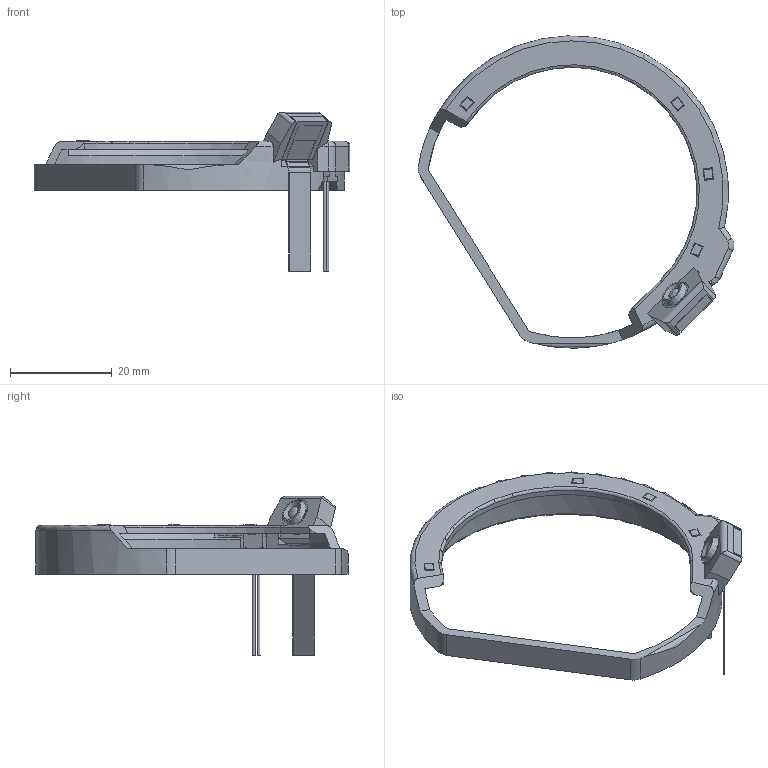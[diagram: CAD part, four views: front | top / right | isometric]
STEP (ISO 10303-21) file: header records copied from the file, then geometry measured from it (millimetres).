
FILE_DESCRIPTION(/* description */ (''),/* implementation_level */ '2;1');
FILE_NAME(/* name */ 'FlowEye_Rev1.1.step',/* time_stamp */ '2024-04-26T23:14:01+09:00',/* author */ (''),/* organization */ (''),/* preprocessor_version */ 'ST-DEVELOPER v20',/* originating_system */ 'Autodesk Translation Framework v12.20.1.177',/* authorisation */ '');
FILE_SCHEMA (('AUTOMOTIVE_DESIGN { 1 0 10303 214 3 1 1 }'));
Length unit declared in the file: millimetre
Products named in the file (20): FlowEye_Rev1.1; OV2640_130; SHR-02V-S-B; FlowEye_Rev1.1_1; Board_Geoms_4213; Pcb_4213; topPads_4213; topTracks_4213; topZones_4213; botPads_4213; botTracks_4213; botZones_4213; botSilks_1697; topSilks_1b43; Step_Models_4213; Top_4213; D2_LED_1206_3216Metric_46bda04861c9; Bot_4213; R1_R_0603_1608Metric_dd5ba7a799db; J1_BM02B-SRSS_8741ff7fa410[2]
Assembly tree (23 placements, depth 5):
  FlowEye_Rev1.1
    OV2640_130
    SHR-02V-S-B
    FlowEye_Rev1.1_1
      Board_Geoms_4213
        Pcb_4213
        topPads_4213
        topTracks_4213
        topZones_4213
        botPads_4213
        botTracks_4213
        botZones_4213
        botSilks_1697
        topSilks_1b43
      Step_Models_4213
        Top_4213
          D2_LED_1206_3216Metric_46bda04861c9  x4
        Bot_4213
          R1_R_0603_1608Metric_dd5ba7a799db  x2
          J1_BM02B-SRSS_8741ff7fa410[2]
Bounding box: 62.12 x 61.39 x 31.32 mm (x, y, z)
Volume: 3853.3 mm3; surface area: 7455 mm2
Topology: 17 solids, 135 shells, 655 faces, 8252 edges, 7758 vertices
Faces by surface type: plane 548, cylinder 94, torus 8, cone 4, sphere 1
Full cylindrical faces by diameter (mm): 0.6 x2, 2.4 x1, 5.8 x1, 6.4 x1, 6.9 x1, 7.1 x1
Entity records: 68386 total; most frequent: CARTESIAN_POINT 15878, DIRECTION 9125, ORIENTED_EDGE 8738, EDGE_CURVE 7784, LINE 7459, VECTOR 7459, VERTEX_POINT 7456, AXIS2_PLACEMENT_3D 833
